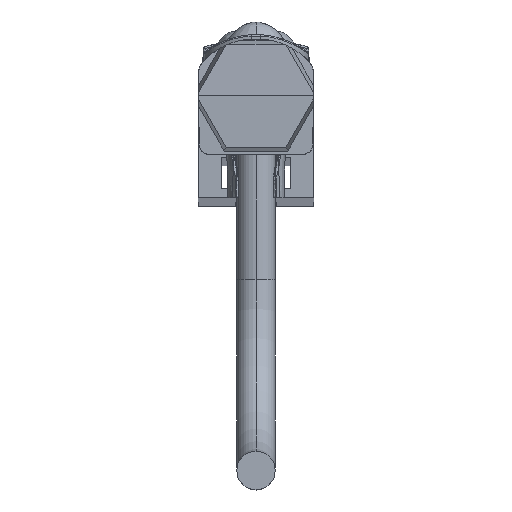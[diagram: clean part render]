
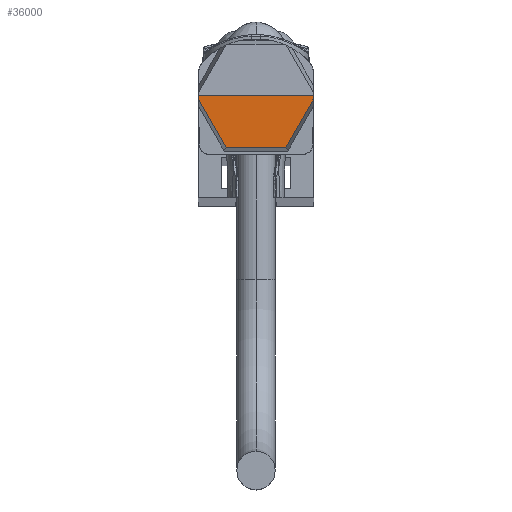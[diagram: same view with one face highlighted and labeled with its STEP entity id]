
A CAD part, top view. The second image highlights one B-rep face of the part: STEP entity #36000.
In plain terms, the highlighted planar face has unit normal (0, -0.018, 1).
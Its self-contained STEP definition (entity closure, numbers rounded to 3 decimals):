
#13882=DIRECTION('',(1.,0.,0.));
#13883=VECTOR('',#13882,12.);
#13884=CARTESIAN_POINT('',(-6.,2.35,264.75));
#13885=LINE('',#13884,#13883);
#13903=DIRECTION('',(0.017,-1.,-0.017));
#13904=VECTOR('',#13903,0.323);
#13905=CARTESIAN_POINT('',(-6.,2.35,264.75));
#13906=LINE('',#13905,#13904);
#13907=DIRECTION('',(-0.017,-1.,-0.017));
#13908=VECTOR('',#13907,0.323);
#13909=CARTESIAN_POINT('',(6.,2.35,264.75));
#13910=LINE('',#13909,#13908);
#13911=DIRECTION('',(0.497,0.868,0.015));
#13912=VECTOR('',#13911,5.82);
#13913=CARTESIAN_POINT('',(3.101,-3.021,
264.656));
#13914=LINE('',#13913,#13912);
#13915=DIRECTION('',(1.,0.,0.));
#13916=VECTOR('',#13915,6.202);
#13917=CARTESIAN_POINT('',(-3.101,-3.021,
264.656));
#13918=LINE('',#13917,#13916);
#13919=DIRECTION('',(0.497,-0.868,-0.015));
#13920=VECTOR('',#13919,5.819);
#13921=CARTESIAN_POINT('',(-5.994,2.027,
264.744));
#13922=LINE('',#13921,#13920);
#17066=CARTESIAN_POINT('',(-6.,2.35,264.75));
#17067=VERTEX_POINT('',#17066);
#17068=CARTESIAN_POINT('',(6.,2.35,264.75));
#17069=VERTEX_POINT('',#17068);
#17075=CARTESIAN_POINT('',(5.994,2.027,264.744));
#17077=VERTEX_POINT('',#17075);
#17091=CARTESIAN_POINT('',(-5.994,2.027,
264.744));
#17093=VERTEX_POINT('',#17091);
#17098=CARTESIAN_POINT('',(-3.101,-3.021,
264.656));
#17099=CARTESIAN_POINT('',(3.101,-3.021,
264.656));
#17100=VERTEX_POINT('',#17098);
#17101=VERTEX_POINT('',#17099);
#35982=CARTESIAN_POINT('',(-6.64,2.35,264.75));
#35983=DIRECTION('',(0.,-0.017,1.));
#35984=DIRECTION('',(1.,0.,0.));
#35985=AXIS2_PLACEMENT_3D('',#35982,#35983,#35984);
#35986=PLANE('',#35985);
#35988=ORIENTED_EDGE('',*,*,#35987,.F.);
#35989=ORIENTED_EDGE('',*,*,#35969,.T.);
#35991=ORIENTED_EDGE('',*,*,#35990,.T.);
#35993=ORIENTED_EDGE('',*,*,#35992,.F.);
#35995=ORIENTED_EDGE('',*,*,#35994,.F.);
#35997=ORIENTED_EDGE('',*,*,#35996,.F.);
#35998=EDGE_LOOP('',(#35988,#35989,#35991,#35993,#35995,#35997));
#35999=FACE_OUTER_BOUND('',#35998,.F.);
#36000=ADVANCED_FACE('',(#35999),#35986,.T.);
#35969=EDGE_CURVE('',#17067,#17069,#13885,.T.);
#35987=EDGE_CURVE('',#17067,#17093,#13906,.T.);
#35990=EDGE_CURVE('',#17069,#17077,#13910,.T.);
#35992=EDGE_CURVE('',#17101,#17077,#13914,.T.);
#35994=EDGE_CURVE('',#17100,#17101,#13918,.T.);
#35996=EDGE_CURVE('',#17093,#17100,#13922,.T.);
